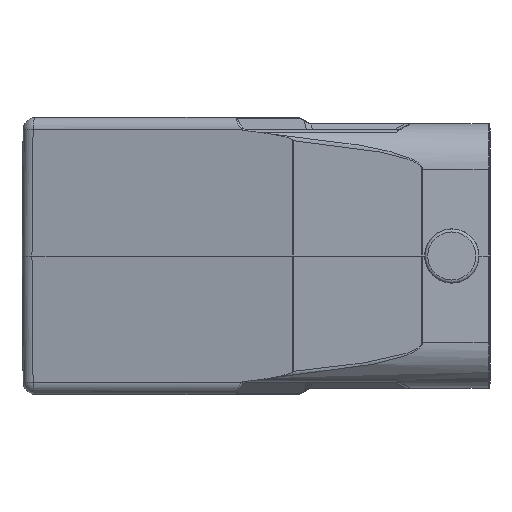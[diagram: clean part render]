
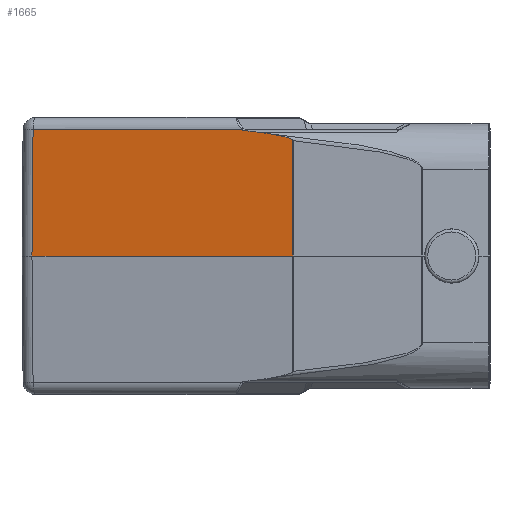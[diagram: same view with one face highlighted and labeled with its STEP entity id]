
A CAD part, left-side view. The second image highlights one B-rep face of the part: STEP entity #1665.
In plain terms, the highlighted planar face has unit normal (-0.982, 0.191, 0.009).
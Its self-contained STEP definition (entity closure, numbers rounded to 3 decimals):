
#328=B_SPLINE_CURVE_WITH_KNOTS('',3,(#17906,#17907,#17908,#17909,#17910,
#17911,#17912,#17913,#17914,#17915),.UNSPECIFIED.,.F.,.F.,(4,3,3,4),(0.,
0.078,0.383,1.),.UNSPECIFIED.);
#1102=FACE_OUTER_BOUND('',#2725,.T.);
#1665=ADVANCED_FACE('',(#1102),#1892,.T.);
#1892=PLANE('',#10452);
#2062=ELLIPSE('',#10433,39.308,7.5);
#2069=ELLIPSE('',#10450,10.482,2.);
#2725=EDGE_LOOP('',(#5719,#5720,#5721,#5722,#5723,#5724,#5725,#5726));
#5719=ORIENTED_EDGE('',*,*,#7901,.F.);
#5720=ORIENTED_EDGE('',*,*,#7898,.T.);
#5721=ORIENTED_EDGE('',*,*,#7894,.F.);
#5722=ORIENTED_EDGE('',*,*,#7863,.T.);
#5723=ORIENTED_EDGE('',*,*,#7854,.T.);
#5724=ORIENTED_EDGE('',*,*,#7851,.T.);
#5725=ORIENTED_EDGE('',*,*,#7967,.T.);
#5726=ORIENTED_EDGE('',*,*,#7986,.T.);
#6561=VERTEX_POINT('',#17916);
#6562=VERTEX_POINT('',#17917);
#6563=VERTEX_POINT('',#17982);
#6569=VERTEX_POINT('',#18000);
#6579=VERTEX_POINT('',#18146);
#6580=VERTEX_POINT('',#18152);
#6583=VERTEX_POINT('',#18160);
#6620=VERTEX_POINT('',#18347);
#7851=EDGE_CURVE('',#6561,#6562,#328,.T.);
#7854=EDGE_CURVE('',#6563,#6561,#8678,.T.);
#7863=EDGE_CURVE('',#6569,#6563,#8683,.T.);
#7894=EDGE_CURVE('',#6569,#6579,#8693,.T.);
#7898=EDGE_CURVE('',#6580,#6579,#8694,.T.);
#7901=EDGE_CURVE('',#6580,#6583,#8696,.T.);
#7967=EDGE_CURVE('',#6562,#6620,#2062,.T.);
#7986=EDGE_CURVE('',#6620,#6583,#2069,.T.);
#8678=LINE('',#17981,#9418);
#8683=LINE('',#17999,#9423);
#8693=LINE('',#18145,#9433);
#8694=LINE('',#18153,#9434);
#8696=LINE('',#18159,#9436);
#9418=VECTOR('',#12807,1.);
#9423=VECTOR('',#12826,1.);
#9433=VECTOR('',#12898,1.);
#9434=VECTOR('',#12909,1.);
#9436=VECTOR('',#12915,1.);
#10433=AXIS2_PLACEMENT_3D('',#18348,#13070,#13071);
#10450=AXIS2_PLACEMENT_3D('',#18411,#13113,#13114);
#10452=AXIS2_PLACEMENT_3D('',#18413,#13117,#13118);
#12807=DIRECTION('',(0.009,-0.001,1.));
#12826=DIRECTION('',(-0.191,-0.982,0.));
#12898=DIRECTION('',(0.007,-0.009,1.));
#12909=DIRECTION('',(0.191,0.982,0.));
#12915=DIRECTION('',(-0.13,-0.634,-0.763));
#13070=DIRECTION('',(-0.982,0.191,0.009));
#13071=DIRECTION('',(0.191,0.982,-0.002));
#13113=DIRECTION('',(-0.982,0.191,0.009));
#13114=DIRECTION('',(0.191,0.982,-0.002));
#13117=DIRECTION('',(-0.982,0.191,0.009));
#13118=DIRECTION('',(-0.191,-0.982,0.));
#17906=CARTESIAN_POINT('',(-44.58,0.024,18.83));
#17907=CARTESIAN_POINT('',(-44.566,0.091,18.904));
#17908=CARTESIAN_POINT('',(-44.548,0.182,18.952));
#17909=CARTESIAN_POINT('',(-44.53,0.271,18.996));
#17910=CARTESIAN_POINT('',(-44.461,0.618,19.168));
#17911=CARTESIAN_POINT('',(-44.387,0.998,19.267));
#17912=CARTESIAN_POINT('',(-44.313,1.373,19.362));
#17913=CARTESIAN_POINT('',(-44.164,2.132,19.555));
#17914=CARTESIAN_POINT('',(-44.012,2.904,19.694));
#17915=CARTESIAN_POINT('',(-43.861,3.676,19.818));
#17916=CARTESIAN_POINT('',(-44.58,0.024,18.83));
#17917=CARTESIAN_POINT('',(-43.861,3.676,19.818));
#17981=CARTESIAN_POINT('',(-44.743,0.048,-0.003));
#17982=CARTESIAN_POINT('',(-44.743,0.048,0.));
#17999=CARTESIAN_POINT('',(-36.514,42.382,0.));
#18000=CARTESIAN_POINT('',(-36.514,42.382,0.));
#18145=CARTESIAN_POINT('',(-36.511,42.379,0.362));
#18146=CARTESIAN_POINT('',(-36.366,42.203,20.517));
#18152=CARTESIAN_POINT('',(-42.957,8.295,20.517));
#18153=CARTESIAN_POINT('',(-42.957,8.295,20.517));
#18159=CARTESIAN_POINT('',(-43.2,7.109,19.091));
#18160=CARTESIAN_POINT('',(-42.981,8.178,20.377));
#18347=CARTESIAN_POINT('',(-43.44,5.83,20.136));
#18348=CARTESIAN_POINT('',(-39.128,28.295,14.));
#18411=CARTESIAN_POINT('',(-42.29,11.82,18.5));
#18413=CARTESIAN_POINT('',(-46.119,-7.035,0.));
